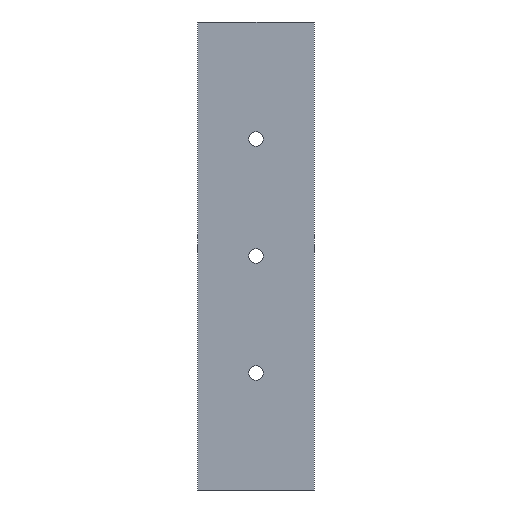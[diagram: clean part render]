
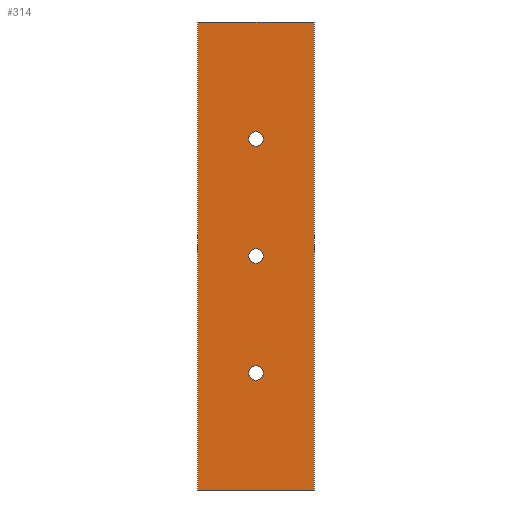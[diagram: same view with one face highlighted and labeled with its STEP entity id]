
A CAD part, left-side view. The second image highlights one B-rep face of the part: STEP entity #314.
In plain terms, the highlighted planar face has unit normal (-1, 0, 0).
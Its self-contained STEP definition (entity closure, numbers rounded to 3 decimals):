
#63=VECTOR('',#471,1.);
#74=VECTOR('',#486,1.);
#76=VECTOR('',#489,1.);
#77=VECTOR('',#490,1.);
#81=LINE('',#391,#63);
#92=LINE('',#413,#74);
#94=LINE('',#417,#76);
#95=LINE('',#418,#77);
#101=PLANE('',#343);
#113=VERTEX_POINT('',#360);
#117=VERTEX_POINT('',#371);
#121=VERTEX_POINT('',#382);
#122=VERTEX_POINT('',#385);
#125=VERTEX_POINT('',#390);
#132=VERTEX_POINT('',#412);
#133=VERTEX_POINT('',#414);
#137=CIRCLE('',#323,3.1);
#141=CIRCLE('',#330,3.1);
#145=CIRCLE('',#337,3.1);
#149=EDGE_CURVE('',#113,#113,#137,.T.);
#153=EDGE_CURVE('',#117,#117,#141,.T.);
#157=EDGE_CURVE('',#121,#121,#145,.T.);
#161=EDGE_CURVE('',#125,#122,#81,.T.);
#172=EDGE_CURVE('',#133,#132,#92,.T.);
#174=EDGE_CURVE('',#132,#122,#94,.T.);
#175=EDGE_CURVE('',#125,#133,#95,.T.);
#217=ORIENTED_EDGE('',*,*,#149,.T.);
#218=ORIENTED_EDGE('',*,*,#153,.T.);
#219=ORIENTED_EDGE('',*,*,#157,.T.);
#220=ORIENTED_EDGE('',*,*,#174,.T.);
#221=ORIENTED_EDGE('',*,*,#161,.F.);
#222=ORIENTED_EDGE('',*,*,#175,.T.);
#223=ORIENTED_EDGE('',*,*,#172,.T.);
#262=EDGE_LOOP('',(#217));
#263=EDGE_LOOP('',(#218));
#264=EDGE_LOOP('',(#219));
#265=EDGE_LOOP('',(#220,#221,#222,#223));
#294=FACE_BOUND('',#262,.T.);
#295=FACE_BOUND('',#263,.T.);
#296=FACE_BOUND('',#264,.T.);
#297=FACE_BOUND('',#265,.T.);
#314=ADVANCED_FACE('',(#294,#295,#296,#297),#101,.T.);
#323=AXIS2_PLACEMENT_3D('',#359,#437,#438);
#330=AXIS2_PLACEMENT_3D('',#370,#451,#452);
#337=AXIS2_PLACEMENT_3D('',#381,#465,#466);
#343=AXIS2_PLACEMENT_3D('',#416,#488,$);
#359=CARTESIAN_POINT('',(-10.,24.9,0.));
#360=CARTESIAN_POINT('',(-10.,24.9,3.1));
#370=CARTESIAN_POINT('',(-10.,24.9,-50.));
#371=CARTESIAN_POINT('',(-10.,24.9,-46.9));
#381=CARTESIAN_POINT('',(-10.,24.9,50.));
#382=CARTESIAN_POINT('',(-10.,24.9,53.1));
#385=CARTESIAN_POINT('',(-10.,49.8,100.));
#390=CARTESIAN_POINT('',(-10.,49.8,-100.));
#391=CARTESIAN_POINT('',(-10.,49.8,-100.));
#412=CARTESIAN_POINT('',(-10.,0.,100.));
#413=CARTESIAN_POINT('',(-10.,0.,-100.));
#414=CARTESIAN_POINT('',(-10.,0.,-100.));
#416=CARTESIAN_POINT('',(-10.,24.9,-100.));
#417=CARTESIAN_POINT('',(-10.,49.8,100.));
#418=CARTESIAN_POINT('',(-10.,49.8,-100.));
#437=DIRECTION('',(1.,0.,0.));
#438=DIRECTION('',(0.,0.,-3.1));
#451=DIRECTION('',(1.,0.,0.));
#452=DIRECTION('',(0.,0.,-3.1));
#465=DIRECTION('',(1.,0.,0.));
#466=DIRECTION('',(0.,0.,-3.1));
#471=DIRECTION('',(0.,0.,1.));
#486=DIRECTION('',(0.,0.,1.));
#488=DIRECTION('',(-1.,0.,0.));
#489=DIRECTION('',(0.,1.,0.));
#490=DIRECTION('',(0.,-1.,0.));
